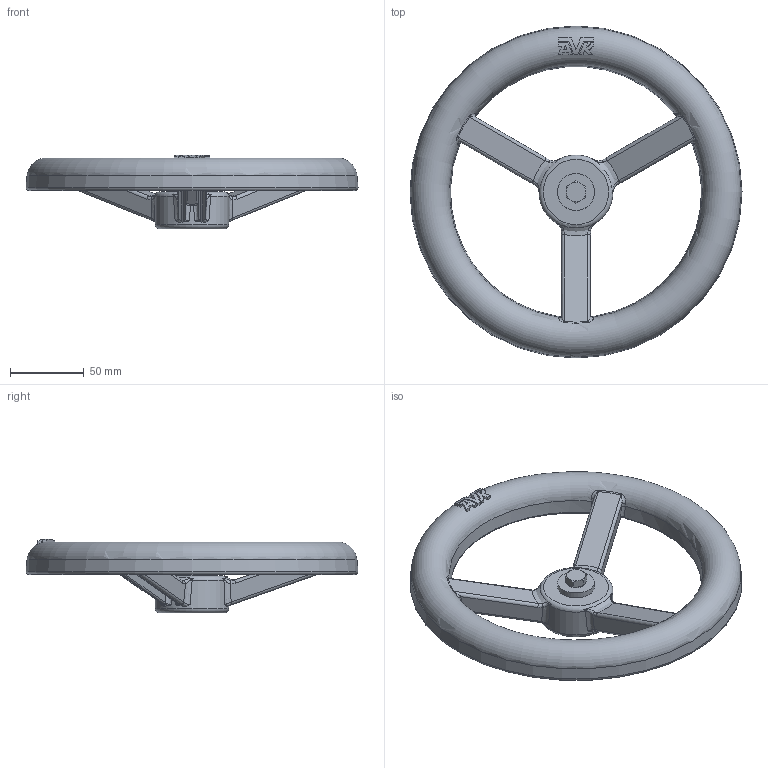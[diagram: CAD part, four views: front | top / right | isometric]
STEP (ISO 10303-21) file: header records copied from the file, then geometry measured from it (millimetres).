
FILE_DESCRIPTION (( 'STEP AP203' ), '1' );
FILE_NAME ('O_08_A_DN065-080_AA0_step.step', '2016-09-08T10:48:22', ( 'Windows User' ), ( 'AVK' ), 'SwSTEP 2.0', 'SolidWorks 2012', '' );
FILE_SCHEMA (( 'CONFIG_CONTROL_DESIGN' ));
Length unit declared in the file: millimetre
Products named in the file (1): O_08_A_DN065-080_AA0_step
Bounding box: 224.62 x 224.62 x 50 mm (x, y, z)
Volume: 214899.4 mm3; surface area: 91263.9 mm2
Topology: 1 solids, 1 shells, 297 faces, 733 edges, 420 vertices
Faces by surface type: bspline 138, plane 72, cylinder 39, cone 20, torus 16, sphere 12
Full cylindrical faces by diameter (mm): 13 x1, 25 x1, 50 x1
Entity records: 14155 total; most frequent: CARTESIAN_POINT 8551, ORIENTED_EDGE 1398, DIRECTION 811, EDGE_CURVE 699, VERTEX_POINT 415, B_SPLINE_CURVE_WITH_KNOTS 348, AXIS2_PLACEMENT_3D 348, EDGE_LOOP 314
